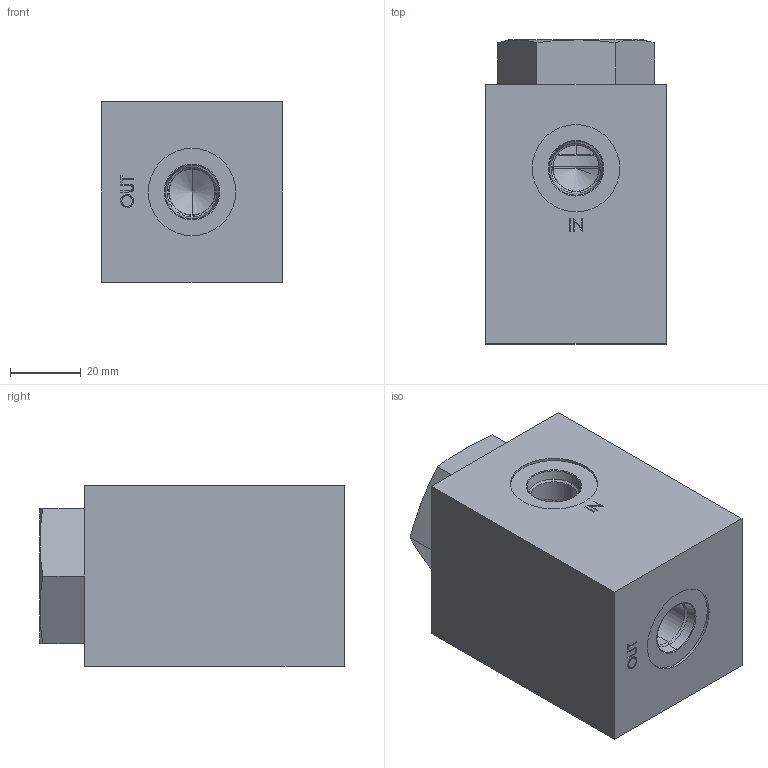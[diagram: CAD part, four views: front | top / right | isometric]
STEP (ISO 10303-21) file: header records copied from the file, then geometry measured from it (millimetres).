
FILE_DESCRIPTION (( 'STEP AP214' ), '1' );
FILE_NAME ('LC35.STEP', '2019-05-28T15:50:23', ( '' ), ( '' ), 'SwSTEP 2.0', 'SolidWorks 2018', '' );
FILE_SCHEMA (( 'AUTOMOTIVE_DESIGN' ));
Length unit declared in the file: inch
Products named in the file (1): LC35
Bounding box: 50.8 x 85.75 x 50.8 mm (x, y, z)
Volume: 188765 mm3; surface area: 30982.8 mm2
Topology: 3 solids, 3 shells, 140 faces, 335 edges, 205 vertices
Faces by surface type: plane 53, cone 34, cylinder 24, bspline 15, torus 14
Entity records: 6927 total; most frequent: CARTESIAN_POINT 1899, ORIENTED_EDGE 658, DIRECTION 633, EDGE_CURVE 329, AXIS2_PLACEMENT_3D 229, VERTEX_POINT 205, VECTOR 175, LINE 175
